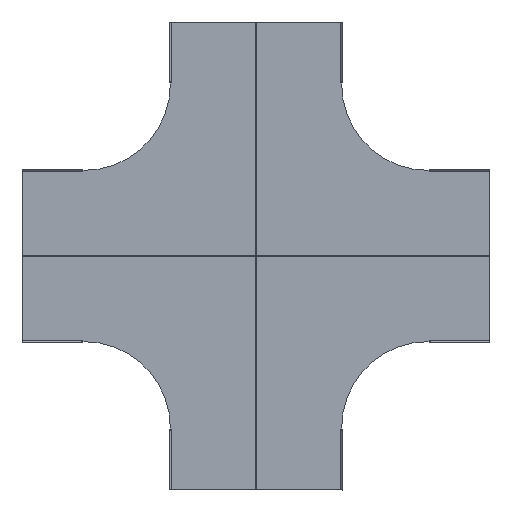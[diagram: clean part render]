
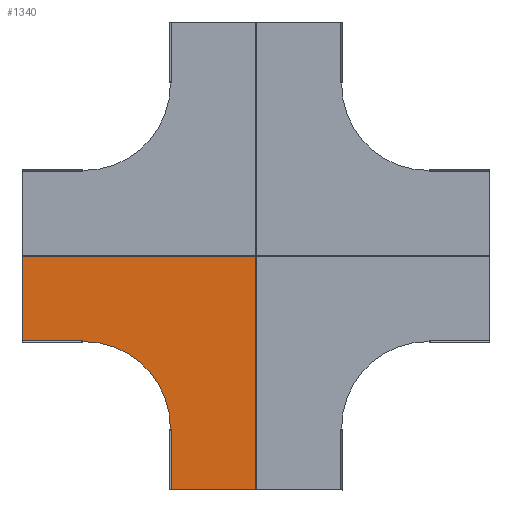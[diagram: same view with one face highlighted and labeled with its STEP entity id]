
A CAD part, top view. The second image highlights one B-rep face of the part: STEP entity #1340.
In plain terms, the highlighted face is planar.
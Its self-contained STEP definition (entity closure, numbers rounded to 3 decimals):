
#26 = VERTEX_POINT ( 'NONE', #1592 ) ;
#59 = CARTESIAN_POINT ( 'NONE',  ( -600., -1.2, -299. ) ) ;
#61 = CARTESIAN_POINT ( 'NONE',  ( -1.555, -1.2, -1.2 ) ) ;
#94 = CARTESIAN_POINT ( 'NONE',  ( -600., -1.2, -600. ) ) ;
#109 = CARTESIAN_POINT ( 'NONE',  ( -1.2, -1.2, -1.555 ) ) ;
#137 = CARTESIAN_POINT ( 'NONE',  ( -1.615, -1.2, -1.391 ) ) ;
#178 = DIRECTION ( 'NONE',  ( 0., 0., 1. ) ) ;
#182 = VECTOR ( 'NONE', #1852, 1000. ) ;
#231 = CARTESIAN_POINT ( 'NONE',  ( -2.2, -1.2, -2.2 ) ) ;
#259 = VERTEX_POINT ( 'NONE', #2311 ) ;
#281 = LINE ( 'NONE', #1405, #769 ) ;
#284 = CIRCLE ( 'NONE', #334, 301. ) ;
#316 = EDGE_CURVE ( 'NONE', #2097, #1112, #1721, .T. ) ;
#323 = CARTESIAN_POINT ( 'NONE',  ( -605., -1.2, -299. ) ) ;
#334 = AXIS2_PLACEMENT_3D ( 'NONE', #94, #2806, #1905 ) ;
#356 = VECTOR ( 'NONE', #2790, 1000. ) ;
#420 = EDGE_CURVE ( 'NONE', #1302, #26, #923, .T. ) ;
#429 = ORIENTED_EDGE ( 'NONE', *, *, #788, .T. ) ;
#439 = CARTESIAN_POINT ( 'NONE',  ( -300., -1.2, -605. ) ) ;
#452 = EDGE_CURVE ( 'NONE', #2623, #1970, #1870, .T. ) ;
#457 = LINE ( 'NONE', #1209, #356 ) ;
#478 = ORIENTED_EDGE ( 'NONE', *, *, #1681, .T. ) ;
#494 = VECTOR ( 'NONE', #860, 1000. ) ;
#549 = CARTESIAN_POINT ( 'NONE',  ( -600., -1.2, 600. ) ) ;
#557 = CARTESIAN_POINT ( 'NONE',  ( -2.2, -1.2, -2.2 ) ) ;
#631 = CARTESIAN_POINT ( 'NONE',  ( -600., -1.2, -299. ) ) ;
#658 = VECTOR ( 'NONE', #2124, 1000. ) ;
#659 = CARTESIAN_POINT ( 'NONE',  ( -299., -1.2, -600. ) ) ;
#733 = LINE ( 'NONE', #1927, #950 ) ;
#757 = DIRECTION ( 'NONE',  ( -1., 0., 0. ) ) ;
#769 = VECTOR ( 'NONE', #1394, 1000. ) ;
#775 = EDGE_CURVE ( 'NONE', #1787, #885, #1472, .T. ) ;
#788 = EDGE_CURVE ( 'NONE', #1112, #2013, #457, .T. ) ;
#860 = DIRECTION ( 'NONE',  ( 0., 0., -1. ) ) ;
#878 = LINE ( 'NONE', #59, #2072 ) ;
#885 = VERTEX_POINT ( 'NONE', #1643 ) ;
#923 = LINE ( 'NONE', #2180, #494 ) ;
#934 = CARTESIAN_POINT ( 'NONE',  ( -299., -1.2, -817. ) ) ;
#950 = VECTOR ( 'NONE', #2149, 1000. ) ;
#970 = DIRECTION ( 'NONE',  ( -1., 0., 0. ) ) ;
#1049 = CARTESIAN_POINT ( 'NONE',  ( -2.058, -1.2, -2.057 ) ) ;
#1068 = ORIENTED_EDGE ( 'NONE', *, *, #1816, .F. ) ;
#1073 = ORIENTED_EDGE ( 'NONE', *, *, #2490, .F. ) ;
#1085 = AXIS2_PLACEMENT_3D ( 'NONE', #549, #1217, #2797 ) ;
#1097 = EDGE_CURVE ( 'NONE', #2782, #2727, #1407, .T. ) ;
#1111 = EDGE_CURVE ( 'NONE', #259, #2013, #2533, .T. ) ;
#1112 = VERTEX_POINT ( 'NONE', #61 ) ;
#1201 = ORIENTED_EDGE ( 'NONE', *, *, #1448, .F. ) ;
#1209 = CARTESIAN_POINT ( 'NONE',  ( 0., -1.2, -1.2 ) ) ;
#1217 = DIRECTION ( 'NONE',  ( 0., -1., 0. ) ) ;
#1259 = EDGE_CURVE ( 'NONE', #885, #2546, #284, .T. ) ;
#1261 = VECTOR ( 'NONE', #1524, 1000. ) ;
#1302 = VERTEX_POINT ( 'NONE', #1876 ) ;
#1305 = CARTESIAN_POINT ( 'NONE',  ( -1.909, -1.2, -1.924 ) ) ;
#1310 = CARTESIAN_POINT ( 'NONE',  ( -300., -1.2, 600. ) ) ;
#1340 = ADVANCED_FACE ( 'NONE', ( #2530 ), #1452, .T. ) ;
#1347 = VERTEX_POINT ( 'NONE', #323 ) ;
#1385 = CARTESIAN_POINT ( 'NONE',  ( -300., -1.2, -817. ) ) ;
#1394 = DIRECTION ( 'NONE',  ( 1., 0., 0. ) ) ;
#1405 = CARTESIAN_POINT ( 'NONE',  ( -2.2, -1.2, -817. ) ) ;
#1407 = LINE ( 'NONE', #2753, #182 ) ;
#1418 = ORIENTED_EDGE ( 'NONE', *, *, #452, .T. ) ;
#1448 = EDGE_CURVE ( 'NONE', #2727, #2574, #2383, .T. ) ;
#1452 = PLANE ( 'NONE',  #1085 ) ;
#1472 = LINE ( 'NONE', #659, #1838 ) ;
#1488 = CARTESIAN_POINT ( 'NONE',  ( -1.555, -1.2, -1.2 ) ) ;
#1524 = DIRECTION ( 'NONE',  ( 0., 0., 1. ) ) ;
#1530 = ORIENTED_EDGE ( 'NONE', *, *, #2114, .F. ) ;
#1549 = CARTESIAN_POINT ( 'NONE',  ( -2.2, -1.2, -2.2 ) ) ;
#1577 = DIRECTION ( 'NONE',  ( 0., 0., -1. ) ) ;
#1592 = CARTESIAN_POINT ( 'NONE',  ( -817., -1.2, -300. ) ) ;
#1643 = CARTESIAN_POINT ( 'NONE',  ( -299., -1.2, -600. ) ) ;
#1681 = EDGE_CURVE ( 'NONE', #2480, #2623, #281, .T. ) ;
#1721 = B_SPLINE_CURVE_WITH_KNOTS ( 'NONE', 3,
 ( #557, #1049, #2852, #2587, #137, #1488 ),
 .UNSPECIFIED., .F., .F.,
 ( 4, 2, 4 ),
 ( 0.001, 0.002, 0.002 ),
 .UNSPECIFIED. ) ;
#1734 = EDGE_CURVE ( 'NONE', #2546, #1347, #878, .T. ) ;
#1759 = CARTESIAN_POINT ( 'NONE',  ( -2.057, -1.2, -2.058 ) ) ;
#1760 = CARTESIAN_POINT ( 'NONE',  ( -1.2, -1.2, 0. ) ) ;
#1777 = EDGE_CURVE ( 'NONE', #2480, #2782, #2492, .T. ) ;
#1787 = VERTEX_POINT ( 'NONE', #1854 ) ;
#1816 = EDGE_CURVE ( 'NONE', #2906, #26, #1931, .T. ) ;
#1838 = VECTOR ( 'NONE', #2449, 1000. ) ;
#1852 = DIRECTION ( 'NONE',  ( -1., 0., 0. ) ) ;
#1854 = CARTESIAN_POINT ( 'NONE',  ( -299., -1.2, -605. ) ) ;
#1855 = EDGE_CURVE ( 'NONE', #1787, #2574, #733, .T. ) ;
#1870 = LINE ( 'NONE', #1760, #1261 ) ;
#1876 = CARTESIAN_POINT ( 'NONE',  ( -817., -1.2, -299. ) ) ;
#1881 = ORIENTED_EDGE ( 'NONE', *, *, #1777, .F. ) ;
#1883 = ORIENTED_EDGE ( 'NONE', *, *, #2223, .F. ) ;
#1905 = DIRECTION ( 'NONE',  ( 0., 0., 1. ) ) ;
#1927 = CARTESIAN_POINT ( 'NONE',  ( -299., -1.2, -605. ) ) ;
#1931 = LINE ( 'NONE', #2347, #658 ) ;
#1965 = LINE ( 'NONE', #2737, #2103 ) ;
#1970 = VERTEX_POINT ( 'NONE', #109 ) ;
#1996 = CARTESIAN_POINT ( 'NONE',  ( -1.2, -1.2, -817. ) ) ;
#2004 = CARTESIAN_POINT ( 'NONE',  ( -1.2, -1.2, -1.555 ) ) ;
#2013 = VERTEX_POINT ( 'NONE', #2864 ) ;
#2035 = EDGE_LOOP ( 'NONE', ( #1881, #478, #1418, #1530, #2684, #429, #2581, #1073, #2766, #1068, #1883, #2363, #2125, #2502, #2466, #1201, #2068 ) ) ;
#2066 = CARTESIAN_POINT ( 'NONE',  ( -299., -1.2, -817. ) ) ;
#2068 = ORIENTED_EDGE ( 'NONE', *, *, #1097, .F. ) ;
#2072 = VECTOR ( 'NONE', #757, 1000. ) ;
#2097 = VERTEX_POINT ( 'NONE', #231 ) ;
#2103 = VECTOR ( 'NONE', #2730, 1000. ) ;
#2114 = EDGE_CURVE ( 'NONE', #2097, #1970, #2649, .T. ) ;
#2124 = DIRECTION ( 'NONE',  ( -1., 0., 0. ) ) ;
#2125 = ORIENTED_EDGE ( 'NONE', *, *, #1259, .F. ) ;
#2140 = VECTOR ( 'NONE', #970, 1000. ) ;
#2141 = VECTOR ( 'NONE', #178, 1000. ) ;
#2149 = DIRECTION ( 'NONE',  ( -1., 0., 0. ) ) ;
#2180 = CARTESIAN_POINT ( 'NONE',  ( -817., -1.2, -299. ) ) ;
#2201 = CARTESIAN_POINT ( 'NONE',  ( -817., -1.2, 600. ) ) ;
#2208 = CARTESIAN_POINT ( 'NONE',  ( -1.577, -1.2, -1.701 ) ) ;
#2223 = EDGE_CURVE ( 'NONE', #1347, #2906, #2736, .T. ) ;
#2282 = CARTESIAN_POINT ( 'NONE',  ( -2.2, -1.2, -817. ) ) ;
#2311 = CARTESIAN_POINT ( 'NONE',  ( -817., -1.2, -2.2 ) ) ;
#2347 = CARTESIAN_POINT ( 'NONE',  ( -600., -1.2, -300. ) ) ;
#2363 = ORIENTED_EDGE ( 'NONE', *, *, #1734, .F. ) ;
#2383 = LINE ( 'NONE', #1310, #2141 ) ;
#2449 = DIRECTION ( 'NONE',  ( 0., 0., 1. ) ) ;
#2457 = DIRECTION ( 'NONE',  ( 0., 0., 1. ) ) ;
#2466 = ORIENTED_EDGE ( 'NONE', *, *, #1855, .T. ) ;
#2480 = VERTEX_POINT ( 'NONE', #2282 ) ;
#2490 = EDGE_CURVE ( 'NONE', #1302, #259, #1965, .T. ) ;
#2492 = LINE ( 'NONE', #2066, #2140 ) ;
#2502 = ORIENTED_EDGE ( 'NONE', *, *, #775, .F. ) ;
#2530 = FACE_OUTER_BOUND ( 'NONE', #2035, .T. ) ;
#2533 = LINE ( 'NONE', #2201, #2633 ) ;
#2546 = VERTEX_POINT ( 'NONE', #631 ) ;
#2574 = VERTEX_POINT ( 'NONE', #439 ) ;
#2581 = ORIENTED_EDGE ( 'NONE', *, *, #1111, .F. ) ;
#2587 = CARTESIAN_POINT ( 'NONE',  ( -1.701, -1.2, -1.577 ) ) ;
#2623 = VERTEX_POINT ( 'NONE', #1996 ) ;
#2633 = VECTOR ( 'NONE', #2457, 1000. ) ;
#2649 = B_SPLINE_CURVE_WITH_KNOTS ( 'NONE', 3,
 ( #1549, #1759, #1305, #2208, #2680, #2004 ),
 .UNSPECIFIED., .F., .F.,
 ( 4, 2, 4 ),
 ( 0.001, 0.002, 0.002 ),
 .UNSPECIFIED. ) ;
#2661 = VECTOR ( 'NONE', #1577, 1000. ) ;
#2680 = CARTESIAN_POINT ( 'NONE',  ( -1.391, -1.2, -1.615 ) ) ;
#2684 = ORIENTED_EDGE ( 'NONE', *, *, #316, .T. ) ;
#2724 = CARTESIAN_POINT ( 'NONE',  ( -605., -1.2, 600. ) ) ;
#2727 = VERTEX_POINT ( 'NONE', #1385 ) ;
#2730 = DIRECTION ( 'NONE',  ( 0., 0., 1. ) ) ;
#2736 = LINE ( 'NONE', #2724, #2661 ) ;
#2737 = CARTESIAN_POINT ( 'NONE',  ( -817., -1.2, -299. ) ) ;
#2750 = CARTESIAN_POINT ( 'NONE',  ( -605., -1.2, -300. ) ) ;
#2753 = CARTESIAN_POINT ( 'NONE',  ( -600., -1.2, -817. ) ) ;
#2766 = ORIENTED_EDGE ( 'NONE', *, *, #420, .T. ) ;
#2782 = VERTEX_POINT ( 'NONE', #934 ) ;
#2790 = DIRECTION ( 'NONE',  ( -1., 0., 0. ) ) ;
#2797 = DIRECTION ( 'NONE',  ( 0., 0., -1. ) ) ;
#2806 = DIRECTION ( 'NONE',  ( 0., -1., 0. ) ) ;
#2852 = CARTESIAN_POINT ( 'NONE',  ( -1.924, -1.2, -1.909 ) ) ;
#2864 = CARTESIAN_POINT ( 'NONE',  ( -817., -1.2, -1.2 ) ) ;
#2906 = VERTEX_POINT ( 'NONE', #2750 ) ;
